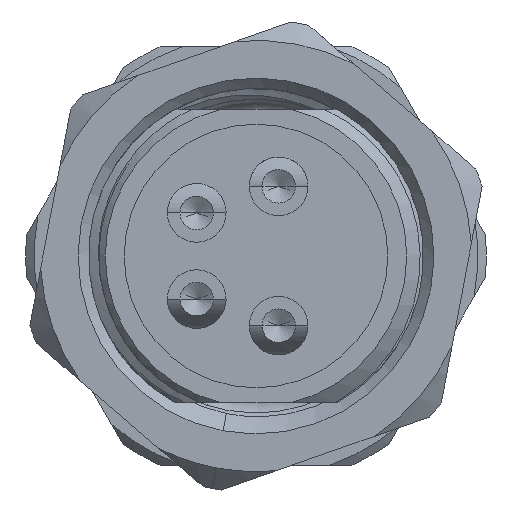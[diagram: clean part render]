
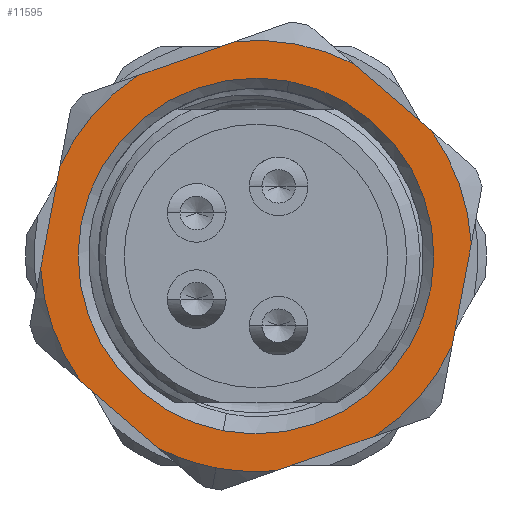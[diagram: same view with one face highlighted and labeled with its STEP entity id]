
A CAD part, left-side view. The second image highlights one B-rep face of the part: STEP entity #11595.
In plain terms, the highlighted planar face has unit normal (-1, 0, 0).
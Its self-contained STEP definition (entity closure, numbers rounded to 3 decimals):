
#282 = EDGE_CURVE ( 'NONE', #21621, #9008, #7305, .T. ) ;
#307 = CARTESIAN_POINT ( 'NONE',  ( -1., 5., -1.234 ) ) ;
#839 = ORIENTED_EDGE ( 'NONE', *, *, #282, .T. ) ;
#847 = LINE ( 'NONE', #24783, #7552 ) ;
#877 = CIRCLE ( 'NONE', #12459, 4.25 ) ;
#1399 = ORIENTED_EDGE ( 'NONE', *, *, #4144, .F. ) ;
#1555 = VERTEX_POINT ( 'NONE', #8481 ) ;
#1562 = EDGE_LOOP ( 'NONE', ( #31047, #7558 ) ) ;
#1824 = CARTESIAN_POINT ( 'NONE',  ( -1., -5., -2.887 ) ) ;
#1931 = VECTOR ( 'NONE', #9814, 1000. ) ;
#1999 = CARTESIAN_POINT ( 'NONE',  ( -1., 0., 0. ) ) ;
#2158 = DIRECTION ( 'NONE',  ( 1., 0., 0. ) ) ;
#2503 = CARTESIAN_POINT ( 'NONE',  ( -1., 5., -2.887 ) ) ;
#2801 = EDGE_CURVE ( 'NONE', #25497, #24885, #30510, .T. ) ;
#3383 = AXIS2_PLACEMENT_3D ( 'NONE', #1999, #30667, #14151 ) ;
#3642 = ORIENTED_EDGE ( 'NONE', *, *, #25431, .T. ) ;
#3961 = CARTESIAN_POINT ( 'NONE',  ( -1., 0., 0. ) ) ;
#4144 = EDGE_CURVE ( 'NONE', #25497, #9008, #24084, .T. ) ;
#4185 = CIRCLE ( 'NONE', #13769, 5.15 ) ;
#4355 = DIRECTION ( 'NONE',  ( 0., 0., -1. ) ) ;
#4446 = AXIS2_PLACEMENT_3D ( 'NONE', #5981, #25188, #28163 ) ;
#4600 = EDGE_CURVE ( 'NONE', #21785, #24983, #8442, .T. ) ;
#4662 = CARTESIAN_POINT ( 'NONE',  ( -1., 5., 2.887 ) ) ;
#4683 = EDGE_CURVE ( 'NONE', #19036, #1555, #877, .T. ) ;
#5087 = VECTOR ( 'NONE', #25720, 1000. ) ;
#5319 = ORIENTED_EDGE ( 'NONE', *, *, #22226, .F. ) ;
#5568 = CIRCLE ( 'NONE', #23163, 5.15 ) ;
#5803 = DIRECTION ( 'NONE',  ( 0., 0., -1. ) ) ;
#5814 = CARTESIAN_POINT ( 'NONE',  ( -1., -1.431, 4.947 ) ) ;
#5913 = VECTOR ( 'NONE', #30365, 1000. ) ;
#5981 = CARTESIAN_POINT ( 'NONE',  ( -1., 0., 0. ) ) ;
#6886 = DIRECTION ( 'NONE',  ( 0., -0.866, 0.5 ) ) ;
#7242 = DIRECTION ( 'NONE',  ( -1., 0., 0. ) ) ;
#7305 = CIRCLE ( 'NONE', #29433, 5.15 ) ;
#7399 = DIRECTION ( 'NONE',  ( 0., 0., -1. ) ) ;
#7552 = VECTOR ( 'NONE', #27433, 1000. ) ;
#7558 = ORIENTED_EDGE ( 'NONE', *, *, #29535, .T. ) ;
#7657 = EDGE_CURVE ( 'NONE', #29413, #10857, #28080, .T. ) ;
#8442 = CIRCLE ( 'NONE', #3383, 5.15 ) ;
#8481 = CARTESIAN_POINT ( 'NONE',  ( -1., 0., -4.25 ) ) ;
#8653 = ORIENTED_EDGE ( 'NONE', *, *, #15693, .T. ) ;
#8948 = ORIENTED_EDGE ( 'NONE', *, *, #30901, .F. ) ;
#9008 = VERTEX_POINT ( 'NONE', #24842 ) ;
#9032 = AXIS2_PLACEMENT_3D ( 'NONE', #16157, #28397, #16604 ) ;
#9224 = DIRECTION ( 'NONE',  ( 0., 0., -1. ) ) ;
#9391 = DIRECTION ( 'NONE',  ( -1., 0., 0. ) ) ;
#9814 = DIRECTION ( 'NONE',  ( 0., 0.866, 0.5 ) ) ;
#10193 = CARTESIAN_POINT ( 'NONE',  ( -1., -3.569, -3.713 ) ) ;
#10662 = ORIENTED_EDGE ( 'NONE', *, *, #10735, .T. ) ;
#10735 = EDGE_CURVE ( 'NONE', #29413, #20342, #30587, .T. ) ;
#10857 = VERTEX_POINT ( 'NONE', #22731 ) ;
#11086 = CARTESIAN_POINT ( 'NONE',  ( -1., 0., 4.25 ) ) ;
#11277 = ORIENTED_EDGE ( 'NONE', *, *, #11979, .F. ) ;
#11595 = ADVANCED_FACE ( 'NONE', ( #21088, #18583 ), #15914, .F. ) ;
#11638 = CARTESIAN_POINT ( 'NONE',  ( -1., 0., 0. ) ) ;
#11979 = EDGE_CURVE ( 'NONE', #21785, #24885, #14380, .T. ) ;
#12241 = DIRECTION ( 'NONE',  ( -1., 0., 0. ) ) ;
#12282 = CARTESIAN_POINT ( 'NONE',  ( -1., 3.569, 3.713 ) ) ;
#12459 = AXIS2_PLACEMENT_3D ( 'NONE', #11638, #2158, #4355 ) ;
#12741 = ORIENTED_EDGE ( 'NONE', *, *, #2801, .T. ) ;
#13769 = AXIS2_PLACEMENT_3D ( 'NONE', #24312, #21188, #9224 ) ;
#14126 = VERTEX_POINT ( 'NONE', #22460 ) ;
#14151 = DIRECTION ( 'NONE',  ( 0., 0., -1. ) ) ;
#14274 = CARTESIAN_POINT ( 'NONE',  ( -1., 0., 0. ) ) ;
#14380 = LINE ( 'NONE', #22087, #1931 ) ;
#14511 = AXIS2_PLACEMENT_3D ( 'NONE', #14274, #9391, #28743 ) ;
#14525 = EDGE_CURVE ( 'NONE', #17890, #30567, #18712, .T. ) ;
#15340 = EDGE_CURVE ( 'NONE', #17890, #10857, #27327, .T. ) ;
#15603 = VECTOR ( 'NONE', #6886, 1000. ) ;
#15693 = EDGE_CURVE ( 'NONE', #24983, #30567, #4185, .T. ) ;
#15914 = PLANE ( 'NONE',  #4446 ) ;
#16071 = CIRCLE ( 'NONE', #9032, 4.25 ) ;
#16148 = CARTESIAN_POINT ( 'NONE',  ( -1., -5., 2.887 ) ) ;
#16157 = CARTESIAN_POINT ( 'NONE',  ( -1., 0., 0. ) ) ;
#16604 = DIRECTION ( 'NONE',  ( 0., 0., -1. ) ) ;
#16827 = ORIENTED_EDGE ( 'NONE', *, *, #14525, .F. ) ;
#16959 = DIRECTION ( 'NONE',  ( 0., 0., -1. ) ) ;
#17890 = VERTEX_POINT ( 'NONE', #10193 ) ;
#18053 = CARTESIAN_POINT ( 'NONE',  ( -1., -1.431, -4.947 ) ) ;
#18202 = VECTOR ( 'NONE', #18400, 1000. ) ;
#18400 = DIRECTION ( 'NONE',  ( 0., 0.866, -0.5 ) ) ;
#18407 = CARTESIAN_POINT ( 'NONE',  ( -1., 3.569, -3.713 ) ) ;
#18583 = FACE_OUTER_BOUND ( 'NONE', #20281, .T. ) ;
#18712 = LINE ( 'NONE', #1824, #18202 ) ;
#19036 = VERTEX_POINT ( 'NONE', #11086 ) ;
#19176 = CARTESIAN_POINT ( 'NONE',  ( -1., 0., 0. ) ) ;
#20281 = EDGE_LOOP ( 'NONE', ( #1399, #12741, #11277, #25298, #8653, #16827, #23503, #21083, #10662, #5319, #3642, #8948, #839 ) ) ;
#20342 = VERTEX_POINT ( 'NONE', #22345 ) ;
#20459 = CARTESIAN_POINT ( 'NONE',  ( -1., 1.431, -4.947 ) ) ;
#21083 = ORIENTED_EDGE ( 'NONE', *, *, #7657, .F. ) ;
#21088 = FACE_BOUND ( 'NONE', #1562, .T. ) ;
#21188 = DIRECTION ( 'NONE',  ( -1., 0., 0. ) ) ;
#21572 = CARTESIAN_POINT ( 'NONE',  ( -1., 0., 0. ) ) ;
#21621 = VERTEX_POINT ( 'NONE', #12282 ) ;
#21775 = VERTEX_POINT ( 'NONE', #5814 ) ;
#21785 = VERTEX_POINT ( 'NONE', #20459 ) ;
#22087 = CARTESIAN_POINT ( 'NONE',  ( -1., 0., -5.774 ) ) ;
#22226 = EDGE_CURVE ( 'NONE', #21775, #20342, #847, .T. ) ;
#22345 = CARTESIAN_POINT ( 'NONE',  ( -1., -3.569, 3.713 ) ) ;
#22460 = CARTESIAN_POINT ( 'NONE',  ( -1., 1.431, 4.947 ) ) ;
#22731 = CARTESIAN_POINT ( 'NONE',  ( -1., -5., -1.234 ) ) ;
#23163 = AXIS2_PLACEMENT_3D ( 'NONE', #21572, #7242, #7399 ) ;
#23228 = CARTESIAN_POINT ( 'NONE',  ( -1., -5., 1.234 ) ) ;
#23503 = ORIENTED_EDGE ( 'NONE', *, *, #15340, .T. ) ;
#24084 = LINE ( 'NONE', #2503, #5913 ) ;
#24312 = CARTESIAN_POINT ( 'NONE',  ( -1., 0., 0. ) ) ;
#24783 = CARTESIAN_POINT ( 'NONE',  ( -1., 0., 5.774 ) ) ;
#24842 = CARTESIAN_POINT ( 'NONE',  ( -1., 5., 1.234 ) ) ;
#24885 = VERTEX_POINT ( 'NONE', #18407 ) ;
#24983 = VERTEX_POINT ( 'NONE', #26072 ) ;
#25188 = DIRECTION ( 'NONE',  ( 1., 0., 0. ) ) ;
#25298 = ORIENTED_EDGE ( 'NONE', *, *, #4600, .T. ) ;
#25431 = EDGE_CURVE ( 'NONE', #21775, #14126, #5568, .T. ) ;
#25497 = VERTEX_POINT ( 'NONE', #307 ) ;
#25720 = DIRECTION ( 'NONE',  ( 0., 0., -1. ) ) ;
#26072 = CARTESIAN_POINT ( 'NONE',  ( -1., 0., -5.15 ) ) ;
#26236 = LINE ( 'NONE', #4662, #15603 ) ;
#27327 = CIRCLE ( 'NONE', #30345, 5.15 ) ;
#27352 = DIRECTION ( 'NONE',  ( -1., 0., 0. ) ) ;
#27433 = DIRECTION ( 'NONE',  ( 0., -0.866, -0.5 ) ) ;
#27588 = DIRECTION ( 'NONE',  ( -1., 0., 0. ) ) ;
#28017 = AXIS2_PLACEMENT_3D ( 'NONE', #3961, #27588, #30574 ) ;
#28080 = LINE ( 'NONE', #16148, #5087 ) ;
#28163 = DIRECTION ( 'NONE',  ( 0., 0., -1. ) ) ;
#28397 = DIRECTION ( 'NONE',  ( 1., 0., 0. ) ) ;
#28743 = DIRECTION ( 'NONE',  ( 0., 0., -1. ) ) ;
#29413 = VERTEX_POINT ( 'NONE', #23228 ) ;
#29433 = AXIS2_PLACEMENT_3D ( 'NONE', #29878, #27352, #5803 ) ;
#29535 = EDGE_CURVE ( 'NONE', #1555, #19036, #16071, .T. ) ;
#29878 = CARTESIAN_POINT ( 'NONE',  ( -1., 0., 0. ) ) ;
#30345 = AXIS2_PLACEMENT_3D ( 'NONE', #19176, #12241, #16959 ) ;
#30365 = DIRECTION ( 'NONE',  ( 0., 0., 1. ) ) ;
#30510 = CIRCLE ( 'NONE', #28017, 5.15 ) ;
#30567 = VERTEX_POINT ( 'NONE', #18053 ) ;
#30574 = DIRECTION ( 'NONE',  ( 0., 0., -1. ) ) ;
#30587 = CIRCLE ( 'NONE', #14511, 5.15 ) ;
#30667 = DIRECTION ( 'NONE',  ( -1., 0., 0. ) ) ;
#30901 = EDGE_CURVE ( 'NONE', #21621, #14126, #26236, .T. ) ;
#31047 = ORIENTED_EDGE ( 'NONE', *, *, #4683, .T. ) ;
